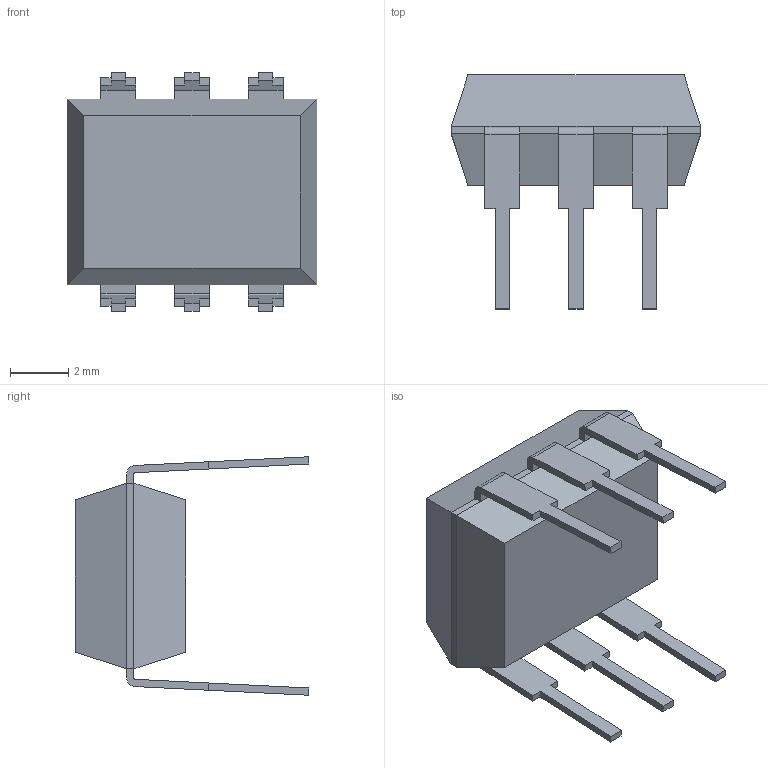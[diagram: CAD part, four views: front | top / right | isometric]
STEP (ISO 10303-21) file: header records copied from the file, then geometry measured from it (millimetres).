
FILE_DESCRIPTION (( 'STEP AP214' ), '1' );
FILE_NAME ('H11AA1.STEP', '2020-07-05T08:20:49', ( '' ), ( '' ), 'SwSTEP 2.0', 'SolidWorks 2018', '' );
FILE_SCHEMA (( 'AUTOMOTIVE_DESIGN' ));
Length unit declared in the file: millimetre
Products named in the file (1): H11AA1
Bounding box: 8.6 x 8.06 x 8.21 mm (x, y, z)
Volume: 188.6 mm3; surface area: 278 mm2
Topology: 7 solids, 7 shells, 98 faces, 244 edges, 160 vertices
Faces by surface type: plane 86, cylinder 12
Entity records: 2956 total; most frequent: CARTESIAN_POINT 503, ORIENTED_EDGE 488, DIRECTION 466, EDGE_CURVE 244, VECTOR 220, LINE 220, VERTEX_POINT 160, AXIS2_PLACEMENT_3D 123
